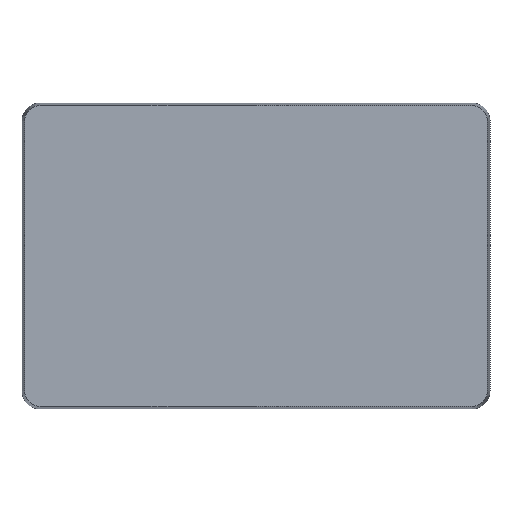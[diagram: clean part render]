
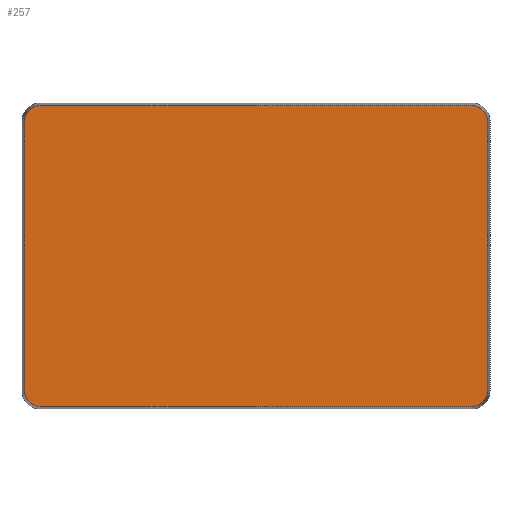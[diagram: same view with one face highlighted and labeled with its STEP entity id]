
A CAD part, front view. The second image highlights one B-rep face of the part: STEP entity #257.
In plain terms, the highlighted planar face has unit normal (0, -1, 0).
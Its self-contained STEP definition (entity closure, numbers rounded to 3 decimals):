
#5 = ORIENTED_EDGE ( 'NONE', *, *, #335, .F. ) ;
#16 = VECTOR ( 'NONE', #246, 1000. ) ;
#31 = DIRECTION ( 'NONE',  ( 0., -1., 0. ) ) ;
#35 = CARTESIAN_POINT ( 'NONE',  ( 12., -4., -8.36 ) ) ;
#37 = VECTOR ( 'NONE', #59, 1000. ) ;
#38 = CARTESIAN_POINT ( 'NONE',  ( -12.86, -4., 7.5 ) ) ;
#47 = CARTESIAN_POINT ( 'NONE',  ( -12., -4., -8.36 ) ) ;
#48 = VECTOR ( 'NONE', #524, 1000. ) ;
#56 = VERTEX_POINT ( 'NONE', #47 ) ;
#59 = DIRECTION ( 'NONE',  ( 0., 0., 1. ) ) ;
#68 = CARTESIAN_POINT ( 'NONE',  ( -12., -4., -7.5 ) ) ;
#71 = ORIENTED_EDGE ( 'NONE', *, *, #374, .F. ) ;
#86 = CIRCLE ( 'NONE', #306, 0.86 ) ;
#91 = EDGE_CURVE ( 'NONE', #336, #386, #528, .T. ) ;
#107 = CARTESIAN_POINT ( 'NONE',  ( 12.86, -4., 7.5 ) ) ;
#113 = CARTESIAN_POINT ( 'NONE',  ( -12., -4., 8.36 ) ) ;
#123 = DIRECTION ( 'NONE',  ( 0., 0., -1. ) ) ;
#138 = EDGE_CURVE ( 'NONE', #624, #429, #153, .T. ) ;
#153 = LINE ( 'NONE', #107, #16 ) ;
#154 = ORIENTED_EDGE ( 'NONE', *, *, #138, .F. ) ;
#162 = AXIS2_PLACEMENT_3D ( 'NONE', #68, #31, #295 ) ;
#167 = LINE ( 'NONE', #359, #610 ) ;
#175 = FACE_OUTER_BOUND ( 'NONE', #235, .T. ) ;
#183 = AXIS2_PLACEMENT_3D ( 'NONE', #264, #212, #622 ) ;
#190 = CARTESIAN_POINT ( 'NONE',  ( 12.86, -4., 7.5 ) ) ;
#212 = DIRECTION ( 'NONE',  ( 0., 1., 0. ) ) ;
#235 = EDGE_LOOP ( 'NONE', ( #411, #464, #472, #154, #5, #71, #435, #442 ) ) ;
#244 = VERTEX_POINT ( 'NONE', #412 ) ;
#246 = DIRECTION ( 'NONE',  ( 0., 0., -1. ) ) ;
#257 = ADVANCED_FACE ( 'NONE', ( #175 ), #366, .T. ) ;
#259 = CARTESIAN_POINT ( 'NONE',  ( 12., -4., -7.5 ) ) ;
#264 = CARTESIAN_POINT ( 'NONE',  ( -12., -4., 7.5 ) ) ;
#277 = CARTESIAN_POINT ( 'NONE',  ( 12.86, -4., -7.5 ) ) ;
#295 = DIRECTION ( 'NONE',  ( 0., 0., -1. ) ) ;
#296 = CIRCLE ( 'NONE', #183, 0.86 ) ;
#306 = AXIS2_PLACEMENT_3D ( 'NONE', #398, #416, #123 ) ;
#334 = VERTEX_POINT ( 'NONE', #113 ) ;
#335 = EDGE_CURVE ( 'NONE', #244, #624, #471, .T. ) ;
#336 = VERTEX_POINT ( 'NONE', #542 ) ;
#348 = DIRECTION ( 'NONE',  ( 0., 1., 0. ) ) ;
#359 = CARTESIAN_POINT ( 'NONE',  ( -12., -4., 8.36 ) ) ;
#365 = LINE ( 'NONE', #571, #48 ) ;
#366 = PLANE ( 'NONE',  #162 ) ;
#374 = EDGE_CURVE ( 'NONE', #334, #244, #167, .T. ) ;
#375 = EDGE_CURVE ( 'NONE', #429, #493, #437, .T. ) ;
#386 = VERTEX_POINT ( 'NONE', #38 ) ;
#388 = DIRECTION ( 'NONE',  ( 0., 0., -1. ) ) ;
#398 = CARTESIAN_POINT ( 'NONE',  ( -12., -4., -7.5 ) ) ;
#411 = ORIENTED_EDGE ( 'NONE', *, *, #489, .F. ) ;
#412 = CARTESIAN_POINT ( 'NONE',  ( 12., -4., 8.36 ) ) ;
#416 = DIRECTION ( 'NONE',  ( 0., 1., 0. ) ) ;
#429 = VERTEX_POINT ( 'NONE', #277 ) ;
#435 = ORIENTED_EDGE ( 'NONE', *, *, #569, .F. ) ;
#437 = CIRCLE ( 'NONE', #552, 0.86 ) ;
#442 = ORIENTED_EDGE ( 'NONE', *, *, #91, .F. ) ;
#454 = DIRECTION ( 'NONE',  ( 0., 1., 0. ) ) ;
#464 = ORIENTED_EDGE ( 'NONE', *, *, #510, .F. ) ;
#471 = CIRCLE ( 'NONE', #495, 0.86 ) ;
#472 = ORIENTED_EDGE ( 'NONE', *, *, #375, .F. ) ;
#474 = CARTESIAN_POINT ( 'NONE',  ( -12.86, -4., 7.5 ) ) ;
#489 = EDGE_CURVE ( 'NONE', #56, #336, #86, .T. ) ;
#493 = VERTEX_POINT ( 'NONE', #35 ) ;
#495 = AXIS2_PLACEMENT_3D ( 'NONE', #546, #348, #502 ) ;
#502 = DIRECTION ( 'NONE',  ( 0., 0., -1. ) ) ;
#510 = EDGE_CURVE ( 'NONE', #493, #56, #365, .T. ) ;
#524 = DIRECTION ( 'NONE',  ( -1., 0., 0. ) ) ;
#528 = LINE ( 'NONE', #474, #37 ) ;
#542 = CARTESIAN_POINT ( 'NONE',  ( -12.86, -4., -7.5 ) ) ;
#546 = CARTESIAN_POINT ( 'NONE',  ( 12., -4., 7.5 ) ) ;
#550 = DIRECTION ( 'NONE',  ( 1., 0., 0. ) ) ;
#552 = AXIS2_PLACEMENT_3D ( 'NONE', #259, #454, #388 ) ;
#569 = EDGE_CURVE ( 'NONE', #386, #334, #296, .T. ) ;
#571 = CARTESIAN_POINT ( 'NONE',  ( -12., -4., -8.36 ) ) ;
#610 = VECTOR ( 'NONE', #550, 1000. ) ;
#622 = DIRECTION ( 'NONE',  ( 0., 0., -1. ) ) ;
#624 = VERTEX_POINT ( 'NONE', #190 ) ;
